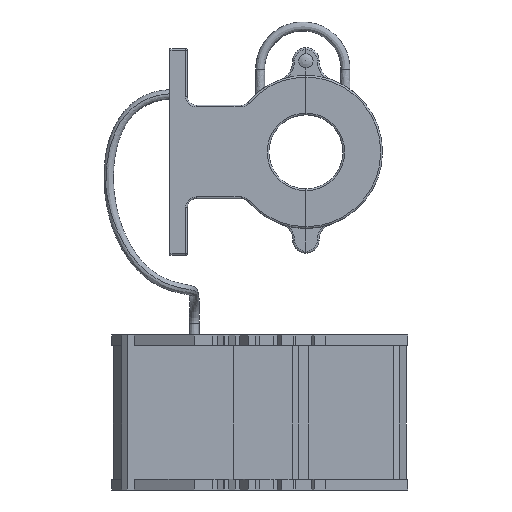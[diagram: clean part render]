
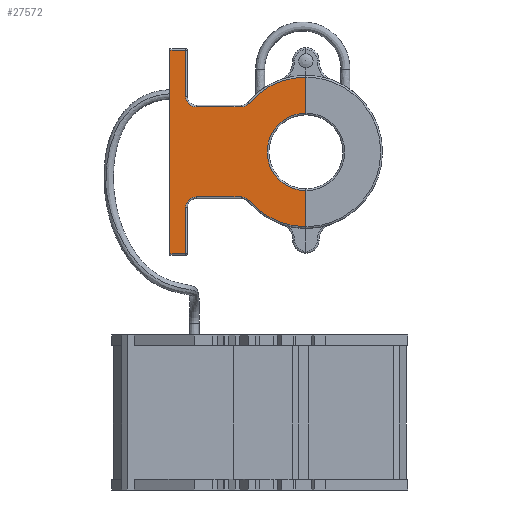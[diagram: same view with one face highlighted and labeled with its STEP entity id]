
A CAD part, front view. The second image highlights one B-rep face of the part: STEP entity #27572.
In plain terms, the highlighted planar face has unit normal (0, -1, 0).
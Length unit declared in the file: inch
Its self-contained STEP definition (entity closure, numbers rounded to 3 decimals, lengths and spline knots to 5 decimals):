
#213 = CARTESIAN_POINT ( 'NONE',  ( -0.21169, 0., 4.3486 ) ) ;
#1017 = CIRCLE ( 'NONE', #4375, 0.12 ) ;
#1122 = CIRCLE ( 'NONE', #21886, 0.12 ) ;
#1244 = AXIS2_PLACEMENT_3D ( 'NONE', #25305, #14514, #16578 ) ;
#1534 = LINE ( 'NONE', #17188, #20147 ) ;
#1676 = LINE ( 'NONE', #22042, #7394 ) ;
#1880 = ORIENTED_EDGE ( 'NONE', *, *, #3812, .F. ) ;
#1988 = ORIENTED_EDGE ( 'NONE', *, *, #8523, .F. ) ;
#2136 = ORIENTED_EDGE ( 'NONE', *, *, #18151, .T. ) ;
#2195 = VERTEX_POINT ( 'NONE', #7685 ) ;
#2430 = VERTEX_POINT ( 'NONE', #5949 ) ;
#2700 = VERTEX_POINT ( 'NONE', #16254 ) ;
#2759 = CARTESIAN_POINT ( 'NONE',  ( -0.72541, 0., 4.3486 ) ) ;
#2974 = CARTESIAN_POINT ( 'NONE',  ( 0.52873, 0., 3.71425 ) ) ;
#3079 = CARTESIAN_POINT ( 'NONE',  ( -0.72541, 0., 4.2286 ) ) ;
#3335 = DIRECTION ( 'NONE',  ( 0., 0., -1. ) ) ;
#3390 = VERTEX_POINT ( 'NONE', #28539 ) ;
#3626 = CARTESIAN_POINT ( 'NONE',  ( 0.52873, 0., 3.71425 ) ) ;
#3697 = DIRECTION ( 'NONE',  ( 0., 0., 1. ) ) ;
#3812 = EDGE_CURVE ( 'NONE', #17287, #26777, #5897, .T. ) ;
#3860 = VECTOR ( 'NONE', #14073, 39.37008 ) ;
#4154 = ORIENTED_EDGE ( 'NONE', *, *, #23861, .T. ) ;
#4375 = AXIS2_PLACEMENT_3D ( 'NONE', #2759, #9406, #25037 ) ;
#4389 = VERTEX_POINT ( 'NONE', #3079 ) ;
#4931 = DIRECTION ( 'NONE',  ( 0., 0., 1. ) ) ;
#5060 = CARTESIAN_POINT ( 'NONE',  ( 0.52873, 0., 3.1999 ) ) ;
#5231 = CARTESIAN_POINT ( 'NONE',  ( -0.21169, 0., 4.2286 ) ) ;
#5722 = LINE ( 'NONE', #7953, #14179 ) ;
#5897 = LINE ( 'NONE', #26093, #22359 ) ;
#5949 = CARTESIAN_POINT ( 'NONE',  ( 0.52873, 0., 3.27102 ) ) ;
#6042 = AXIS2_PLACEMENT_3D ( 'NONE', #213, #22528, #25322 ) ;
#6207 = DIRECTION ( 'NONE',  ( 0., 0., 1. ) ) ;
#6746 = DIRECTION ( 'NONE',  ( 0., 0., 1. ) ) ;
#7394 = VECTOR ( 'NONE', #8949, 39.37008 ) ;
#7470 = ORIENTED_EDGE ( 'NONE', *, *, #15586, .T. ) ;
#7530 = VECTOR ( 'NONE', #6746, 39.37008 ) ;
#7602 = CARTESIAN_POINT ( 'NONE',  ( 0.52873, 0., 3.71425 ) ) ;
#7632 = LINE ( 'NONE', #3626, #11487 ) ;
#7685 = CARTESIAN_POINT ( 'NONE',  ( -0.21169, 0., 3.1999 ) ) ;
#7811 = CARTESIAN_POINT ( 'NONE',  ( -1.02541, 0., 4.87535 ) ) ;
#7953 = CARTESIAN_POINT ( 'NONE',  ( 0.52873, 0., 2.55315 ) ) ;
#8497 = VERTEX_POINT ( 'NONE', #21163 ) ;
#8523 = EDGE_CURVE ( 'NONE', #17728, #26227, #7632, .T. ) ;
#8949 = DIRECTION ( 'NONE',  ( 0., 0., 1. ) ) ;
#8966 = VERTEX_POINT ( 'NONE', #11555 ) ;
#9193 = CARTESIAN_POINT ( 'NONE',  ( -1.02541, 0., 2.55315 ) ) ;
#9406 = DIRECTION ( 'NONE',  ( 0., 1., 0. ) ) ;
#9631 = EDGE_CURVE ( 'NONE', #2195, #11828, #1122, .T. ) ;
#9759 = EDGE_CURVE ( 'NONE', #2430, #14731, #12157, .T. ) ;
#9931 = LINE ( 'NONE', #5060, #3860 ) ;
#10305 = EDGE_LOOP ( 'NONE', ( #1988, #16952, #16727, #2136, #18284, #4154, #7470, #1880, #19062, #22778, #24038, #27084, #23009, #22508, #18454, #11077 ) ) ;
#10309 = DIRECTION ( 'NONE',  ( 0., -1., 0. ) ) ;
#11077 = ORIENTED_EDGE ( 'NONE', *, *, #28348, .T. ) ;
#11148 = CARTESIAN_POINT ( 'NONE',  ( -0.84541, 0., 3.71425 ) ) ;
#11375 = AXIS2_PLACEMENT_3D ( 'NONE', #2974, #16667, #12413 ) ;
#11487 = VECTOR ( 'NONE', #3335, 39.37008 ) ;
#11555 = CARTESIAN_POINT ( 'NONE',  ( -0.84541, 0., 3.0799 ) ) ;
#11826 = AXIS2_PLACEMENT_3D ( 'NONE', #23718, #10309, #26087 ) ;
#11828 = VERTEX_POINT ( 'NONE', #18423 ) ;
#12157 = LINE ( 'NONE', #7602, #21863 ) ;
#12165 = EDGE_CURVE ( 'NONE', #4389, #15227, #1017, .T. ) ;
#12413 = DIRECTION ( 'NONE',  ( 0., 0., 1. ) ) ;
#12777 = LINE ( 'NONE', #11148, #7530 ) ;
#13063 = CIRCLE ( 'NONE', #1244, 0.12 ) ;
#13216 = CARTESIAN_POINT ( 'NONE',  ( 0.52873, 0., 2.85925 ) ) ;
#14073 = DIRECTION ( 'NONE',  ( 1., 0., 0. ) ) ;
#14179 = VECTOR ( 'NONE', #16921, 39.37008 ) ;
#14188 = PLANE ( 'NONE',  #11375 ) ;
#14514 = DIRECTION ( 'NONE',  ( 0., 1., 0. ) ) ;
#14541 = EDGE_CURVE ( 'NONE', #3390, #16869, #28152, .T. ) ;
#14731 = VERTEX_POINT ( 'NONE', #13216 ) ;
#14835 = LINE ( 'NONE', #17337, #18352 ) ;
#15227 = VERTEX_POINT ( 'NONE', #16532 ) ;
#15443 = DIRECTION ( 'NONE',  ( -1., 0., 0. ) ) ;
#15538 = DIRECTION ( 'NONE',  ( 0., -1., 0. ) ) ;
#15586 = EDGE_CURVE ( 'NONE', #2700, #26777, #14835, .T. ) ;
#15621 = EDGE_CURVE ( 'NONE', #8497, #8966, #12777, .T. ) ;
#15995 = EDGE_CURVE ( 'NONE', #11828, #14731, #18860, .T. ) ;
#16254 = CARTESIAN_POINT ( 'NONE',  ( -0.84541, 0., 4.87535 ) ) ;
#16447 = EDGE_CURVE ( 'NONE', #8966, #23613, #13063, .T. ) ;
#16532 = CARTESIAN_POINT ( 'NONE',  ( -0.84541, 0., 4.3486 ) ) ;
#16578 = DIRECTION ( 'NONE',  ( 0., 0., 1. ) ) ;
#16667 = DIRECTION ( 'NONE',  ( 0., 1., 0. ) ) ;
#16727 = ORIENTED_EDGE ( 'NONE', *, *, #14541, .T. ) ;
#16869 = VERTEX_POINT ( 'NONE', #5231 ) ;
#16921 = DIRECTION ( 'NONE',  ( 1., 0., 0. ) ) ;
#16952 = ORIENTED_EDGE ( 'NONE', *, *, #22265, .T. ) ;
#17012 = CIRCLE ( 'NONE', #19372, 0.44323 ) ;
#17188 = CARTESIAN_POINT ( 'NONE',  ( 0.52873, 0., 4.2286 ) ) ;
#17287 = VERTEX_POINT ( 'NONE', #9193 ) ;
#17337 = CARTESIAN_POINT ( 'NONE',  ( 0.52873, 0., 4.87535 ) ) ;
#17459 = CARTESIAN_POINT ( 'NONE',  ( 0.52873, 0., 4.15748 ) ) ;
#17728 = VERTEX_POINT ( 'NONE', #18876 ) ;
#18151 = EDGE_CURVE ( 'NONE', #16869, #4389, #1534, .T. ) ;
#18284 = ORIENTED_EDGE ( 'NONE', *, *, #12165, .T. ) ;
#18352 = VECTOR ( 'NONE', #15443, 39.37008 ) ;
#18357 = DIRECTION ( 'NONE',  ( 0., 1., 0. ) ) ;
#18423 = CARTESIAN_POINT ( 'NONE',  ( -0.12056, 0., 3.15797 ) ) ;
#18454 = ORIENTED_EDGE ( 'NONE', *, *, #9759, .F. ) ;
#18641 = CIRCLE ( 'NONE', #23804, 0.855 ) ;
#18860 = CIRCLE ( 'NONE', #11826, 0.855 ) ;
#18876 = CARTESIAN_POINT ( 'NONE',  ( 0.52873, 0., 4.56925 ) ) ;
#18929 = DIRECTION ( 'NONE',  ( 0., 0., -1. ) ) ;
#19062 = ORIENTED_EDGE ( 'NONE', *, *, #26887, .T. ) ;
#19372 = AXIS2_PLACEMENT_3D ( 'NONE', #21515, #19590, #6207 ) ;
#19590 = DIRECTION ( 'NONE',  ( 0., 1., 0. ) ) ;
#20147 = VECTOR ( 'NONE', #24431, 39.37008 ) ;
#20380 = CARTESIAN_POINT ( 'NONE',  ( 0.52873, 0., 3.71425 ) ) ;
#21163 = CARTESIAN_POINT ( 'NONE',  ( -0.84541, 0., 2.55315 ) ) ;
#21515 = CARTESIAN_POINT ( 'NONE',  ( 0.52873, 0., 3.71425 ) ) ;
#21863 = VECTOR ( 'NONE', #18929, 39.37008 ) ;
#21886 = AXIS2_PLACEMENT_3D ( 'NONE', #27201, #18357, #4931 ) ;
#22042 = CARTESIAN_POINT ( 'NONE',  ( -0.84541, 0., 3.71425 ) ) ;
#22265 = EDGE_CURVE ( 'NONE', #17728, #3390, #18641, .T. ) ;
#22359 = VECTOR ( 'NONE', #3697, 39.37008 ) ;
#22508 = ORIENTED_EDGE ( 'NONE', *, *, #15995, .T. ) ;
#22528 = DIRECTION ( 'NONE',  ( 0., 1., 0. ) ) ;
#22778 = ORIENTED_EDGE ( 'NONE', *, *, #15621, .T. ) ;
#23009 = ORIENTED_EDGE ( 'NONE', *, *, #9631, .T. ) ;
#23613 = VERTEX_POINT ( 'NONE', #28705 ) ;
#23718 = CARTESIAN_POINT ( 'NONE',  ( 0.52873, 0., 3.71425 ) ) ;
#23804 = AXIS2_PLACEMENT_3D ( 'NONE', #20380, #15538, #27027 ) ;
#23861 = EDGE_CURVE ( 'NONE', #15227, #2700, #1676, .T. ) ;
#24038 = ORIENTED_EDGE ( 'NONE', *, *, #16447, .T. ) ;
#24431 = DIRECTION ( 'NONE',  ( -1., 0., 0. ) ) ;
#25037 = DIRECTION ( 'NONE',  ( 0., 0., 1. ) ) ;
#25305 = CARTESIAN_POINT ( 'NONE',  ( -0.72541, 0., 3.0799 ) ) ;
#25322 = DIRECTION ( 'NONE',  ( 0., 0., 1. ) ) ;
#25826 = FACE_OUTER_BOUND ( 'NONE', #10305, .T. ) ;
#26087 = DIRECTION ( 'NONE',  ( 0., 0., 1. ) ) ;
#26093 = CARTESIAN_POINT ( 'NONE',  ( -1.02541, 0., 2.53315 ) ) ;
#26227 = VERTEX_POINT ( 'NONE', #17459 ) ;
#26777 = VERTEX_POINT ( 'NONE', #7811 ) ;
#26887 = EDGE_CURVE ( 'NONE', #17287, #8497, #5722, .T. ) ;
#27027 = DIRECTION ( 'NONE',  ( 0., 0., 1. ) ) ;
#27084 = ORIENTED_EDGE ( 'NONE', *, *, #27395, .T. ) ;
#27201 = CARTESIAN_POINT ( 'NONE',  ( -0.21169, 0., 3.0799 ) ) ;
#27395 = EDGE_CURVE ( 'NONE', #23613, #2195, #9931, .T. ) ;
#27572 = ADVANCED_FACE ( 'NONE', ( #25826 ), #14188, .F. ) ;
#28152 = CIRCLE ( 'NONE', #6042, 0.12 ) ;
#28348 = EDGE_CURVE ( 'NONE', #2430, #26227, #17012, .T. ) ;
#28539 = CARTESIAN_POINT ( 'NONE',  ( -0.12056, 0., 4.27053 ) ) ;
#28705 = CARTESIAN_POINT ( 'NONE',  ( -0.72541, 0., 3.1999 ) ) ;
